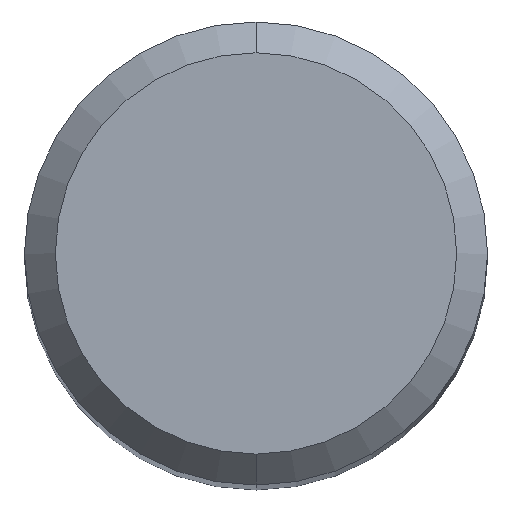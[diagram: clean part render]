
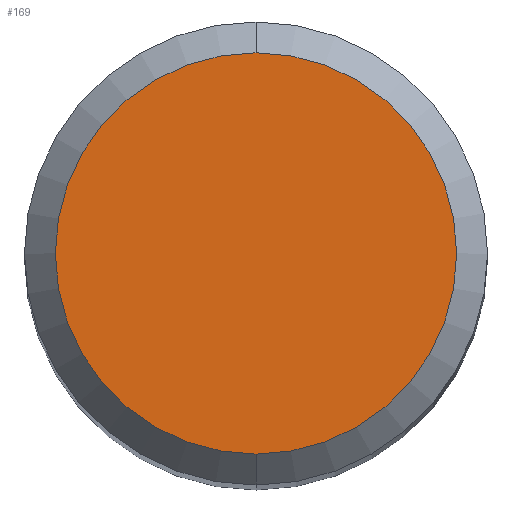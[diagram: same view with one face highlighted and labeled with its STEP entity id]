
A CAD part, top view. The second image highlights one B-rep face of the part: STEP entity #169.
In plain terms, the highlighted planar face has unit normal (0, 0, 1).
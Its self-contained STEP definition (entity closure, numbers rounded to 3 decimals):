
#169=ADVANCED_FACE('',(#460),#461,.T.);
#183=VERTEX_POINT('',#480);
#215=VERTEX_POINT('',#513);
#303=EDGE_CURVE('',#215,#183,#608,.T.);
#317=EDGE_CURVE('',#183,#215,#623,.T.);
#460=FACE_OUTER_BOUND('',#771,.T.);
#461=PLANE('',#772);
#480=CARTESIAN_POINT('',(0.0,2.6,0.0));
#513=CARTESIAN_POINT('',(0.,-2.6,0.0));
#608=CIRCLE('',#1095,2.6);
#623=CIRCLE('',#1117,2.6);
#771=EDGE_LOOP('',(#1380,#1381));
#772=AXIS2_PLACEMENT_3D('',#1382,#1383,#1384);
#1095=AXIS2_PLACEMENT_3D('',#1559,#1560,#1561);
#1117=AXIS2_PLACEMENT_3D('',#1578,#1579,#1580);
#1380=ORIENTED_EDGE('',*,*,#317,.F.);
#1381=ORIENTED_EDGE('',*,*,#303,.F.);
#1382=CARTESIAN_POINT('',(0.0,1.3,0.0));
#1383=DIRECTION('',(-0.0,0.0,1.0));
#1384=DIRECTION('',(0.0,-1.0,0.0));
#1559=CARTESIAN_POINT('',(0.0,0.0,0.0));
#1560=DIRECTION('',(0.0,0.0,-1.0));
#1561=DIRECTION('',(0.0,1.0,0.0));
#1578=CARTESIAN_POINT('',(0.0,0.0,0.0));
#1579=DIRECTION('',(0.0,0.0,-1.0));
#1580=DIRECTION('',(0.0,1.0,0.0));
